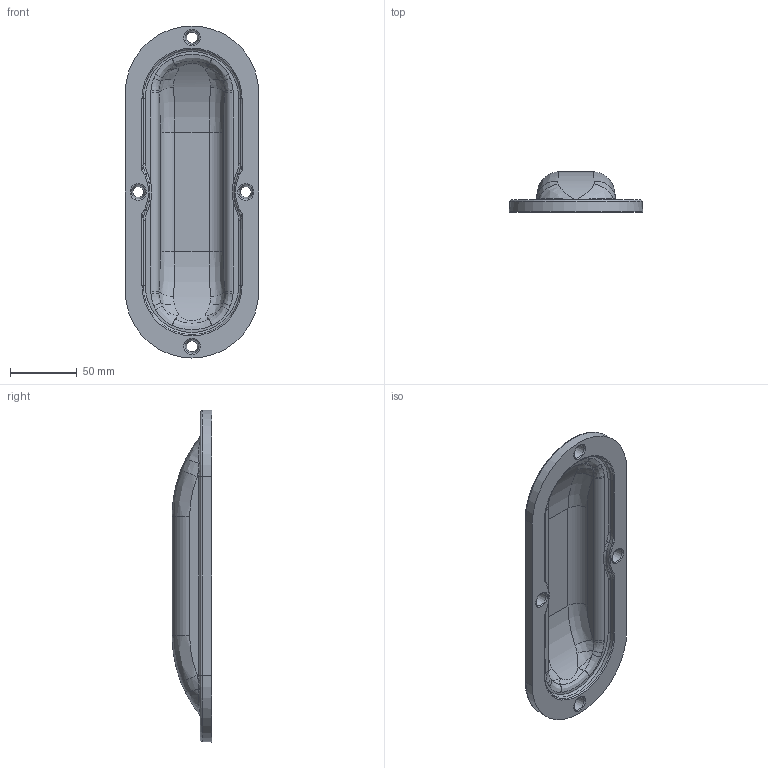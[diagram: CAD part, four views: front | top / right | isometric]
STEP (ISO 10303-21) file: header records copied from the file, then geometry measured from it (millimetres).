
FILE_DESCRIPTION(/* description */ (''),/* implementation_level */ '2;1');
FILE_NAME(/* name */ 'KIL_680F.stp',/* time_stamp */ '2019-11-11T20:46:29+05:00',/* author */ ('kr'),/* organization */ (''),/* preprocessor_version */ 'ST-DEVELOPER v16.13',/* originating_system */ 'Autodesk Inventor 2018',/* authorisation */ '');
FILE_SCHEMA (('AUTOMOTIVE_DESIGN { 1 0 10303 214 3 1 1 }'));
Length unit declared in the file: inch
Products named in the file (1): 21765
Bounding box: 100.33 x 29.97 x 249.43 mm (x, y, z)
Volume: 159442.7 mm3; surface area: 62248.3 mm2
Topology: 1 solids, 1 shells, 518 faces, 1319 edges, 842 vertices
Faces by surface type: plane 236, bspline 198, cylinder 38, torus 28, cone 18
Full cylindrical faces by diameter (mm): 10.35 x1, 12.7 x1
Entity records: 17728 total; most frequent: CARTESIAN_POINT 6276, ORIENTED_EDGE 2602, DIRECTION 1859, EDGE_CURVE 1301, VERTEX_POINT 842, LINE 741, VECTOR 741, EDGE_LOOP 583
